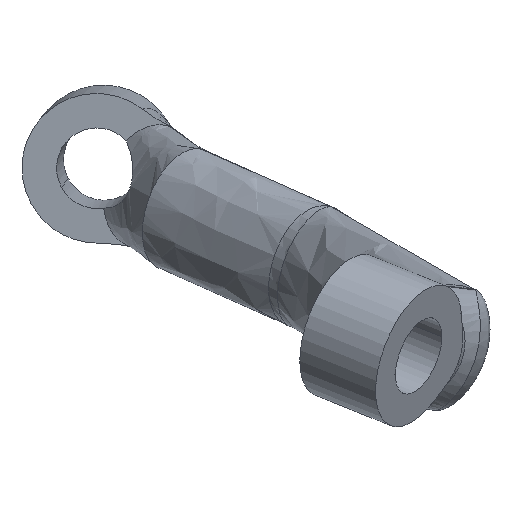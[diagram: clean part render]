
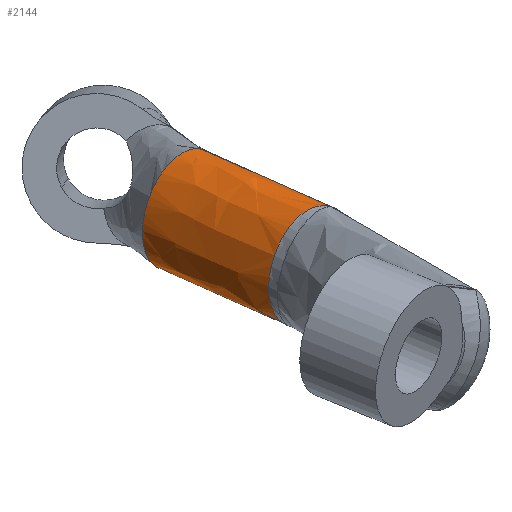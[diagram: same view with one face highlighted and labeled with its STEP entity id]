
A CAD part, isometric view. The second image highlights one B-rep face of the part: STEP entity #2144.
In plain terms, the highlighted face is a extrusion surface.
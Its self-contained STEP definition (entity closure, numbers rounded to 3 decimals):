
#576=CARTESIAN_POINT('',(14.456,-2.107,60.508));
#634=CARTESIAN_POINT('',(11.452,-2.637,55.932));
#863=DIRECTION('',(0.,0.993,-0.115));
#864=VECTOR('',#863,8.);
#865=CARTESIAN_POINT('',(14.456,-2.107,60.508));
#866=LINE('',#865,#864);
#929=CARTESIAN_POINT('',(14.456,-2.107,60.508));
#930=CARTESIAN_POINT('',(14.397,-2.065,60.542));
#931=CARTESIAN_POINT('',(14.264,-1.98,60.603));
#932=CARTESIAN_POINT('',(14.012,-1.845,60.661));
#933=CARTESIAN_POINT('',(13.691,-1.717,60.666));
#934=CARTESIAN_POINT('',(13.294,-1.608,60.586));
#935=CARTESIAN_POINT('',(12.83,-1.533,60.389));
#936=CARTESIAN_POINT('',(12.325,-1.498,60.051));
#937=CARTESIAN_POINT('',(11.806,-1.51,59.549));
#938=CARTESIAN_POINT('',(11.335,-1.578,58.888));
#939=CARTESIAN_POINT('',(11.012,-1.695,58.178));
#940=CARTESIAN_POINT('',(10.862,-1.833,57.55));
#941=CARTESIAN_POINT('',(10.843,-1.988,57.017));
#942=CARTESIAN_POINT('',(10.924,-2.153,56.598));
#943=CARTESIAN_POINT('',(11.07,-2.323,56.283));
#944=CARTESIAN_POINT('',(11.26,-2.496,56.059));
#945=CARTESIAN_POINT('',(11.389,-2.592,55.968));
#946=CARTESIAN_POINT('',(11.452,-2.637,55.932));
#948=DIRECTION('',(0.,0.993,-0.115));
#949=VECTOR('',#948,8.);
#950=CARTESIAN_POINT('',(11.452,-2.637,55.932));
#951=LINE('',#950,#949);
#956=CARTESIAN_POINT('',(11.452,5.31,55.012));
#957=CARTESIAN_POINT('',(11.366,5.343,55.064));
#958=CARTESIAN_POINT('',(11.206,5.415,55.194));
#959=CARTESIAN_POINT('',(11.01,5.537,55.481));
#960=CARTESIAN_POINT('',(10.886,5.661,55.84));
#961=CARTESIAN_POINT('',(10.84,5.786,56.272));
#962=CARTESIAN_POINT('',(10.882,5.906,56.754));
#963=CARTESIAN_POINT('',(11.024,6.019,57.303));
#964=CARTESIAN_POINT('',(11.294,6.119,57.908));
#965=CARTESIAN_POINT('',(11.674,6.186,58.488));
#966=CARTESIAN_POINT('',(12.127,6.213,58.982));
#967=CARTESIAN_POINT('',(12.58,6.205,59.34));
#968=CARTESIAN_POINT('',(13.014,6.17,59.583));
#969=CARTESIAN_POINT('',(13.438,6.111,59.727));
#970=CARTESIAN_POINT('',(13.828,6.033,59.773));
#971=CARTESIAN_POINT('',(14.181,5.94,59.724));
#972=CARTESIAN_POINT('',(14.371,5.873,59.64));
#973=CARTESIAN_POINT('',(14.456,5.84,59.588));
#1278=VERTEX_POINT('',#576);
#1279=VERTEX_POINT('',#634);
#1280=CARTESIAN_POINT('',(14.456,5.84,59.588));
#1281=VERTEX_POINT('',#1280);
#1282=CARTESIAN_POINT('',(11.452,5.31,55.012));
#1283=VERTEX_POINT('',#1282);
#2128=CARTESIAN_POINT('',(12.954,-2.372,58.22));
#2129=DIRECTION('',(0.,0.993,-0.115));
#2130=DIRECTION('',(0.546,0.096,0.832));
#2131=AXIS2_PLACEMENT_3D('',#2128,#2129,#2130);
#2133=DIRECTION('',(0.,0.993,-0.115));
#2134=VECTOR('',#2133,1.);
#2135=SURFACE_OF_LINEAR_EXTRUSION('',#2132,#2134);
#2137=ORIENTED_EDGE('',*,*,#2136,.T.);
#2138=ORIENTED_EDGE('',*,*,#2122,.T.);
#2140=ORIENTED_EDGE('',*,*,#2139,.T.);
#2141=ORIENTED_EDGE('',*,*,#2118,.F.);
#2142=EDGE_LOOP('',(#2137,#2138,#2140,#2141));
#2143=FACE_OUTER_BOUND('',#2142,.F.);
#2144=ADVANCED_FACE('',(#2143),#2135,.T.);
#947=B_SPLINE_CURVE_WITH_KNOTS('',3,(#929,#930,#931,#932,#933,#934,#935,#936,
#937,#938,#939,#940,#941,#942,#943,#944,#945,#946),.UNSPECIFIED.,.F.,.F.,(4,1,1,
1,1,1,1,1,1,1,1,1,1,1,1,4),(0.,0.067,0.133,0.2,
0.267,0.333,0.4,0.467,0.533,
0.6,0.667,0.733,0.8,0.867,
0.933,1.),.UNSPECIFIED.);
#974=B_SPLINE_CURVE_WITH_KNOTS('',3,(#956,#957,#958,#959,#960,#961,#962,#963,
#964,#965,#966,#967,#968,#969,#970,#971,#972,#973),.UNSPECIFIED.,.F.,.F.,(4,1,1,
1,1,1,1,1,1,1,1,1,1,1,1,4),(0.,0.067,0.133,0.2,
0.267,0.333,0.4,0.467,0.533,
0.6,0.667,0.733,0.8,0.867,
0.933,1.),.UNSPECIFIED.);
#2118=EDGE_CURVE('',#1278,#1281,#866,.T.);
#2122=EDGE_CURVE('',#1279,#1283,#951,.T.);
#2132=ELLIPSE('',#2131,2.75,1.75);
#2136=EDGE_CURVE('',#1278,#1279,#947,.T.);
#2139=EDGE_CURVE('',#1283,#1281,#974,.T.);
